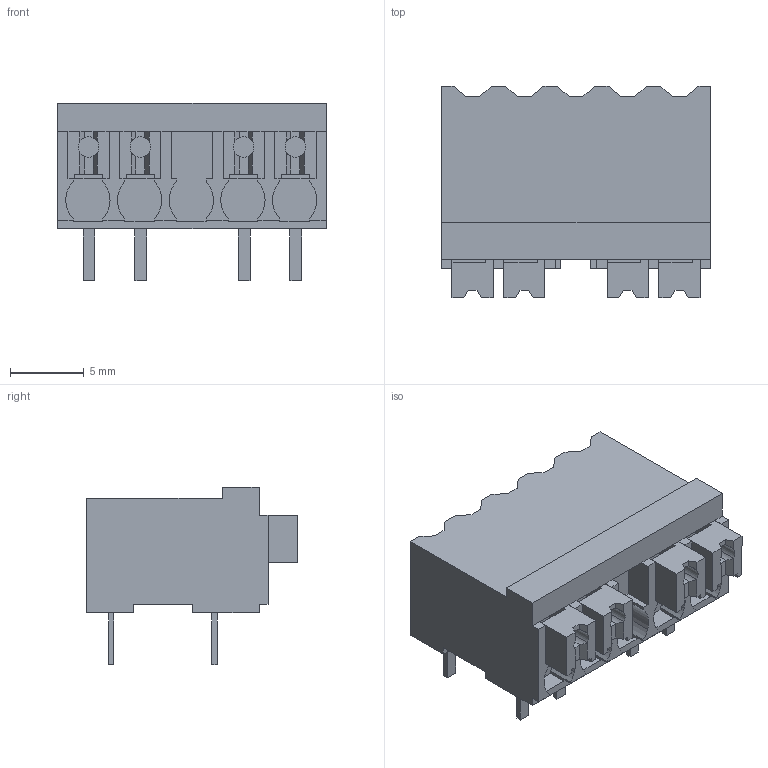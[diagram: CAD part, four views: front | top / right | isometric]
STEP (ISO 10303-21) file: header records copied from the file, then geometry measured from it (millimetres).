
FILE_DESCRIPTION(('CATIA V5 STEP Exchange','CAx-IF Rec.Pracs.--- Model Styling and Organization---1.4--- 2014-01-23'),'2;1');
FILE_NAME ('D1532911_0', '2022-05-18T13:02:42+00:00', ('none'), ('Weidmueller'), 'CATIA Version 5-6 Release 2016 SP3 HF44', 'CATIA V5 STEP AP214', 'none');
FILE_SCHEMA(('AUTOMOTIVE_DESIGN { 1 0 10303 214 1 1 1 1 }'));
Length unit declared in the file: millimetre
Products named in the file (1): 2639520000 
Bounding box: 18.2 x 14.3 x 12 mm (x, y, z)
Volume: 1529.3 mm3; surface area: 1534.4 mm2
Topology: 13 solids, 13 shells, 356 faces, 1010 edges, 676 vertices
Faces by surface type: plane 304, cylinder 52
Entity records: 11247 total; most frequent: CARTESIAN_POINT 2075, ORIENTED_EDGE 2020, DIRECTION 1494, EDGE_CURVE 1010, VECTOR 906, LINE 906, VERTEX_POINT 676, EDGE_LOOP 360
